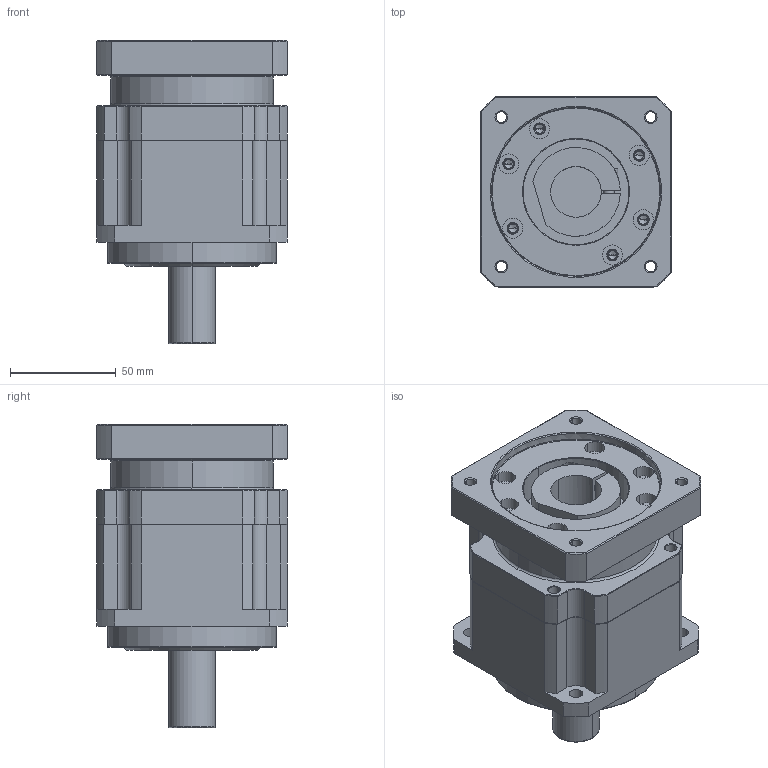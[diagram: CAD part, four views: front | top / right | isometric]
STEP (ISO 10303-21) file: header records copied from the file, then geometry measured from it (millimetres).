
FILE_DESCRIPTION((''),'2;1');
FILE_NAME('AB0901-P4130303_ASM','2008-02-18T',('d00280'),(''),'PRO/ENGINEER BY PARAMETRIC TECHNOLOGY CORPORATION, 2006170','PRO/ENGINEER BY PARAMETRIC TECHNOLOGY CORPORATION, 2006170','');
FILE_SCHEMA(('CONFIG_CONTROL_DESIGN'));
Length unit declared in the file: millimetre
Products named in the file (4): AB0901; PK930001; P4130303; AB0901-P4130303_ASM
Assembly tree (3 placements, depth 2):
  AB0901-P4130303_ASM
    AB0901
    PK930001
    P4130303
Bounding box: 90 x 90 x 143.5 mm (x, y, z)
Volume: 598949.2 mm3; surface area: 101298 mm2
Topology: 3 solids, 15 shells, 413 faces, 973 edges, 591 vertices
Faces by surface type: cylinder 179, cone 94, plane 84, torus 56
Entity records: 12171 total; most frequent: DIRECTION 2285, CARTESIAN_POINT 2234, ORIENTED_EDGE 1868, EDGE_CURVE 959, AXIS2_PLACEMENT_3D 951, VERTEX_POINT 591, CIRCLE 525, EDGE_LOOP 496
